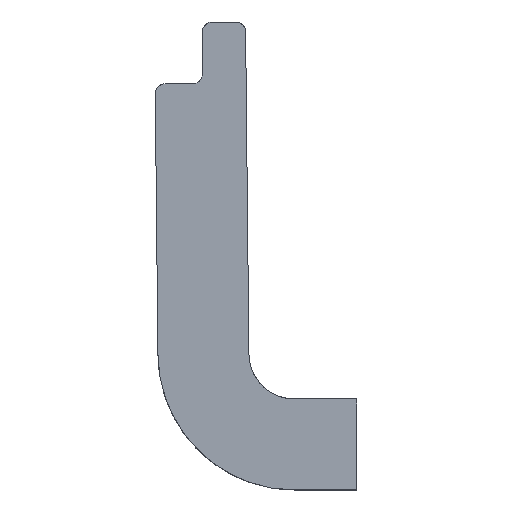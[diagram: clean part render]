
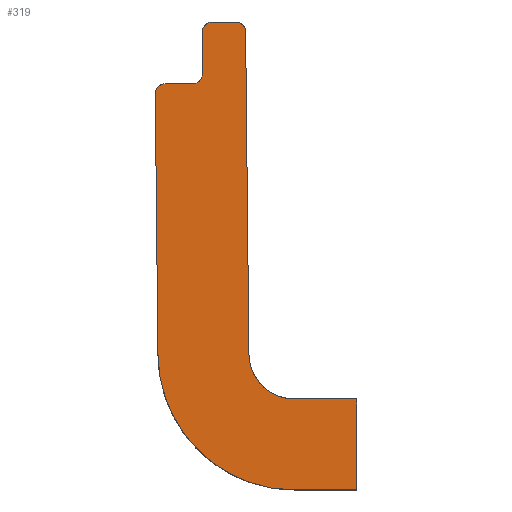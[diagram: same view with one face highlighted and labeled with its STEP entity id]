
A CAD part, top view. The second image highlights one B-rep face of the part: STEP entity #319.
In plain terms, the highlighted free-form (B-spline) face has degree [1, 1] with [2, 2] control points.
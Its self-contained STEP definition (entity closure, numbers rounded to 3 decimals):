
#200=(
BOUNDED_SURFACE()
B_SPLINE_SURFACE(1,1,((#201,#202),(#203,#204)),.UNSPECIFIED.,.F.,.F.,.F.)
B_SPLINE_SURFACE_WITH_KNOTS((2,2),(2,2),(0.000,1.000),(0.000,1.000),.UNSPECIFIED.)
GEOMETRIC_REPRESENTATION_ITEM()
RATIONAL_B_SPLINE_SURFACE(((1.,1.),(1.,1.)))
REPRESENTATION_ITEM('')
SURFACE()
);
#201=CARTESIAN_POINT('',(-1.401,1.9,0.));
#202=CARTESIAN_POINT('',(4.8,1.9,0.));
#203=CARTESIAN_POINT('',(-1.401,-12.5,0.));
#204=CARTESIAN_POINT('',(4.8,-12.5,0.));
#205=CARTESIAN_POINT('',(0.05,1.6,0.));
#206=VERTEX_POINT('',#205);
#207=(
BOUNDED_CURVE()
B_SPLINE_CURVE(2,(#208,#209,#210),.UNSPECIFIED.,.F.,.F.)
B_SPLINE_CURVE_WITH_KNOTS((3,3),(0.000,1.000),.UNSPECIFIED.)
CURVE()
GEOMETRIC_REPRESENTATION_ITEM()
RATIONAL_B_SPLINE_CURVE((1.,0.707,1.))
REPRESENTATION_ITEM('')
);
#208=CARTESIAN_POINT('',(0.05,1.6,0.));
#209=CARTESIAN_POINT('',(0.05,1.9,0.));
#210=CARTESIAN_POINT('',(0.35,1.9,0.));
#211=CARTESIAN_POINT('',(0.35,1.9,0.));
#212=VERTEX_POINT('',#211);
#213=EDGE_CURVE('',#206,#212,#207,.T.);
#214=ORIENTED_EDGE('',*,*,#213,.T.);
#215=(
BOUNDED_CURVE()
B_SPLINE_CURVE(1,(#216,#217),.UNSPECIFIED.,.F.,.F.)
B_SPLINE_CURVE_WITH_KNOTS((2,2),(0.000,1.000),.UNSPECIFIED.)
CURVE()
GEOMETRIC_REPRESENTATION_ITEM()
RATIONAL_B_SPLINE_CURVE((1.,1.))
REPRESENTATION_ITEM('')
);
#216=CARTESIAN_POINT('',(0.35,1.9,0.));
#217=CARTESIAN_POINT('',(1.081,1.9,0.));
#218=CARTESIAN_POINT('',(1.081,1.9,0.));
#219=VERTEX_POINT('',#218);
#220=EDGE_CURVE('',#212,#219,#215,.T.);
#221=ORIENTED_EDGE('',*,*,#220,.T.);
#222=(
BOUNDED_CURVE()
B_SPLINE_CURVE(2,(#223,#224,#225),.UNSPECIFIED.,.F.,.F.)
B_SPLINE_CURVE_WITH_KNOTS((3,3),(0.000,1.000),.UNSPECIFIED.)
CURVE()
GEOMETRIC_REPRESENTATION_ITEM()
RATIONAL_B_SPLINE_CURVE((1.,0.711,1.))
REPRESENTATION_ITEM('')
);
#223=CARTESIAN_POINT('',(1.081,1.9,0.));
#224=CARTESIAN_POINT('',(1.378,1.9,0.));
#225=CARTESIAN_POINT('',(1.381,1.603,0.));
#226=CARTESIAN_POINT('',(1.381,1.603,0.));
#227=VERTEX_POINT('',#226);
#228=EDGE_CURVE('',#219,#227,#222,.T.);
#229=ORIENTED_EDGE('',*,*,#228,.T.);
#230=(
BOUNDED_CURVE()
B_SPLINE_CURVE(1,(#231,#232),.UNSPECIFIED.,.F.,.F.)
B_SPLINE_CURVE_WITH_KNOTS((2,2),(0.000,1.000),.UNSPECIFIED.)
CURVE()
GEOMETRIC_REPRESENTATION_ITEM()
RATIONAL_B_SPLINE_CURVE((1.,1.))
REPRESENTATION_ITEM('')
);
#231=CARTESIAN_POINT('',(1.381,1.603,0.));
#232=CARTESIAN_POINT('',(1.481,-8.314,0.));
#233=CARTESIAN_POINT('',(1.481,-8.314,0.));
#234=VERTEX_POINT('',#233);
#235=EDGE_CURVE('',#227,#234,#230,.T.);
#236=ORIENTED_EDGE('',*,*,#235,.T.);
#237=(
BOUNDED_CURVE()
B_SPLINE_CURVE(2,(#238,#239,#240),.UNSPECIFIED.,.F.,.F.)
B_SPLINE_CURVE_WITH_KNOTS((3,3),(0.000,1.000),.UNSPECIFIED.)
CURVE()
GEOMETRIC_REPRESENTATION_ITEM()
RATIONAL_B_SPLINE_CURVE((1.,0.711,1.))
REPRESENTATION_ITEM('')
);
#238=CARTESIAN_POINT('',(1.481,-8.314,0.));
#239=CARTESIAN_POINT('',(1.495,-9.7,0.));
#240=CARTESIAN_POINT('',(2.881,-9.7,0.));
#241=CARTESIAN_POINT('',(2.881,-9.7,0.));
#242=VERTEX_POINT('',#241);
#243=EDGE_CURVE('',#234,#242,#237,.T.);
#244=ORIENTED_EDGE('',*,*,#243,.T.);
#245=(
BOUNDED_CURVE()
B_SPLINE_CURVE(1,(#246,#247),.UNSPECIFIED.,.F.,.F.)
B_SPLINE_CURVE_WITH_KNOTS((2,2),(0.000,1.000),.UNSPECIFIED.)
CURVE()
GEOMETRIC_REPRESENTATION_ITEM()
RATIONAL_B_SPLINE_CURVE((1.,1.))
REPRESENTATION_ITEM('')
);
#246=CARTESIAN_POINT('',(2.881,-9.7,0.));
#247=CARTESIAN_POINT('',(4.8,-9.7,0.));
#248=CARTESIAN_POINT('',(4.8,-9.7,0.));
#249=VERTEX_POINT('',#248);
#250=EDGE_CURVE('',#242,#249,#245,.T.);
#251=ORIENTED_EDGE('',*,*,#250,.T.);
#252=(
BOUNDED_CURVE()
B_SPLINE_CURVE(1,(#253,#254),.UNSPECIFIED.,.F.,.F.)
B_SPLINE_CURVE_WITH_KNOTS((2,2),(0.000,1.000),.UNSPECIFIED.)
CURVE()
GEOMETRIC_REPRESENTATION_ITEM()
RATIONAL_B_SPLINE_CURVE((1.,1.))
REPRESENTATION_ITEM('')
);
#253=CARTESIAN_POINT('',(4.8,-9.7,0.));
#254=CARTESIAN_POINT('',(4.8,-12.5,0.));
#255=CARTESIAN_POINT('',(4.8,-12.5,0.));
#256=VERTEX_POINT('',#255);
#257=EDGE_CURVE('',#249,#256,#252,.T.);
#258=ORIENTED_EDGE('',*,*,#257,.T.);
#259=(
BOUNDED_CURVE()
B_SPLINE_CURVE(1,(#260,#261),.UNSPECIFIED.,.F.,.F.)
B_SPLINE_CURVE_WITH_KNOTS((2,2),(0.000,1.000),.UNSPECIFIED.)
CURVE()
GEOMETRIC_REPRESENTATION_ITEM()
RATIONAL_B_SPLINE_CURVE((1.,1.))
REPRESENTATION_ITEM('')
);
#260=CARTESIAN_POINT('',(4.8,-12.5,0.));
#261=CARTESIAN_POINT('',(2.881,-12.5,0.));
#262=CARTESIAN_POINT('',(2.881,-12.5,0.));
#263=VERTEX_POINT('',#262);
#264=EDGE_CURVE('',#256,#263,#259,.T.);
#265=ORIENTED_EDGE('',*,*,#264,.T.);
#266=(
BOUNDED_CURVE()
B_SPLINE_CURVE(2,(#267,#268,#269),.UNSPECIFIED.,.F.,.F.)
B_SPLINE_CURVE_WITH_KNOTS((3,3),(0.000,1.000),.UNSPECIFIED.)
CURVE()
GEOMETRIC_REPRESENTATION_ITEM()
RATIONAL_B_SPLINE_CURVE((1.,0.711,1.))
REPRESENTATION_ITEM('')
);
#267=CARTESIAN_POINT('',(2.881,-12.5,0.));
#268=CARTESIAN_POINT('',(-1.276,-12.5,0.));
#269=CARTESIAN_POINT('',(-1.318,-8.343,0.));
#270=CARTESIAN_POINT('',(-1.318,-8.343,0.));
#271=VERTEX_POINT('',#270);
#272=EDGE_CURVE('',#263,#271,#266,.T.);
#273=ORIENTED_EDGE('',*,*,#272,.T.);
#274=(
BOUNDED_CURVE()
B_SPLINE_CURVE(1,(#275,#276),.UNSPECIFIED.,.F.,.F.)
B_SPLINE_CURVE_WITH_KNOTS((2,2),(0.000,1.000),.UNSPECIFIED.)
CURVE()
GEOMETRIC_REPRESENTATION_ITEM()
RATIONAL_B_SPLINE_CURVE((1.,1.))
REPRESENTATION_ITEM('')
);
#275=CARTESIAN_POINT('',(-1.318,-8.343,0.));
#276=CARTESIAN_POINT('',(-1.4,-0.303,0.));
#277=CARTESIAN_POINT('',(-1.4,-0.303,0.));
#278=VERTEX_POINT('',#277);
#279=EDGE_CURVE('',#271,#278,#274,.T.);
#280=ORIENTED_EDGE('',*,*,#279,.T.);
#281=(
BOUNDED_CURVE()
B_SPLINE_CURVE(2,(#282,#283,#284),.UNSPECIFIED.,.F.,.F.)
B_SPLINE_CURVE_WITH_KNOTS((3,3),(0.000,1.000),.UNSPECIFIED.)
CURVE()
GEOMETRIC_REPRESENTATION_ITEM()
RATIONAL_B_SPLINE_CURVE((1.,0.923,1.))
REPRESENTATION_ITEM('')
);
#282=CARTESIAN_POINT('',(-1.4,-0.303,0.));
#283=CARTESIAN_POINT('',(-1.401,-0.178,0.));
#284=CARTESIAN_POINT('',(-1.313,-0.089,0.));
#285=CARTESIAN_POINT('',(-1.313,-0.089,0.));
#286=VERTEX_POINT('',#285);
#287=EDGE_CURVE('',#278,#286,#281,.T.);
#288=ORIENTED_EDGE('',*,*,#287,.T.);
#289=(
BOUNDED_CURVE()
B_SPLINE_CURVE(2,(#290,#291,#292),.UNSPECIFIED.,.F.,.F.)
B_SPLINE_CURVE_WITH_KNOTS((3,3),(0.000,1.000),.UNSPECIFIED.)
CURVE()
GEOMETRIC_REPRESENTATION_ITEM()
RATIONAL_B_SPLINE_CURVE((1.,0.923,1.))
REPRESENTATION_ITEM('')
);
#290=CARTESIAN_POINT('',(-1.313,-0.089,0.));
#291=CARTESIAN_POINT('',(-1.225,0.,0.));
#292=CARTESIAN_POINT('',(-1.1,0.,0.));
#293=CARTESIAN_POINT('',(-1.1,0.,0.));
#294=VERTEX_POINT('',#293);
#295=EDGE_CURVE('',#286,#294,#289,.T.);
#296=ORIENTED_EDGE('',*,*,#295,.T.);
#297=(
BOUNDED_CURVE()
B_SPLINE_CURVE(1,(#298,#299),.UNSPECIFIED.,.F.,.F.)
B_SPLINE_CURVE_WITH_KNOTS((2,2),(0.000,1.000),.UNSPECIFIED.)
CURVE()
GEOMETRIC_REPRESENTATION_ITEM()
RATIONAL_B_SPLINE_CURVE((1.,1.))
REPRESENTATION_ITEM('')
);
#298=CARTESIAN_POINT('',(-1.1,0.,0.));
#299=CARTESIAN_POINT('',(-0.25,0.,0.));
#300=CARTESIAN_POINT('',(-0.25,0.,0.));
#301=VERTEX_POINT('',#300);
#302=EDGE_CURVE('',#294,#301,#297,.T.);
#303=ORIENTED_EDGE('',*,*,#302,.T.);
#304=(
BOUNDED_CURVE()
B_SPLINE_CURVE(2,(#305,#306,#307),.UNSPECIFIED.,.F.,.F.)
B_SPLINE_CURVE_WITH_KNOTS((3,3),(0.000,1.000),.UNSPECIFIED.)
CURVE()
GEOMETRIC_REPRESENTATION_ITEM()
RATIONAL_B_SPLINE_CURVE((1.,0.707,1.))
REPRESENTATION_ITEM('')
);
#305=CARTESIAN_POINT('',(-0.25,0.,0.));
#306=CARTESIAN_POINT('',(0.05,0.,0.));
#307=CARTESIAN_POINT('',(0.05,0.3,0.));
#308=CARTESIAN_POINT('',(0.05,0.3,0.));
#309=VERTEX_POINT('',#308);
#310=EDGE_CURVE('',#301,#309,#304,.T.);
#311=ORIENTED_EDGE('',*,*,#310,.T.);
#312=(
BOUNDED_CURVE()
B_SPLINE_CURVE(1,(#313,#314),.UNSPECIFIED.,.F.,.F.)
B_SPLINE_CURVE_WITH_KNOTS((2,2),(0.000,1.000),.UNSPECIFIED.)
CURVE()
GEOMETRIC_REPRESENTATION_ITEM()
RATIONAL_B_SPLINE_CURVE((1.,1.))
REPRESENTATION_ITEM('')
);
#313=CARTESIAN_POINT('',(0.05,0.3,0.));
#314=CARTESIAN_POINT('',(0.05,1.6,0.));
#315=EDGE_CURVE('',#309,#206,#312,.T.);
#316=ORIENTED_EDGE('',*,*,#315,.T.);
#317=EDGE_LOOP('',(#214,#221,#229,#236,#244,#251,#258,#265,#273,#280,#288,#296,#303,#311,#316));
#318=FACE_OUTER_BOUND('',#317,.T.);
#319=ADVANCED_FACE('',(#318),#200,.T.);
